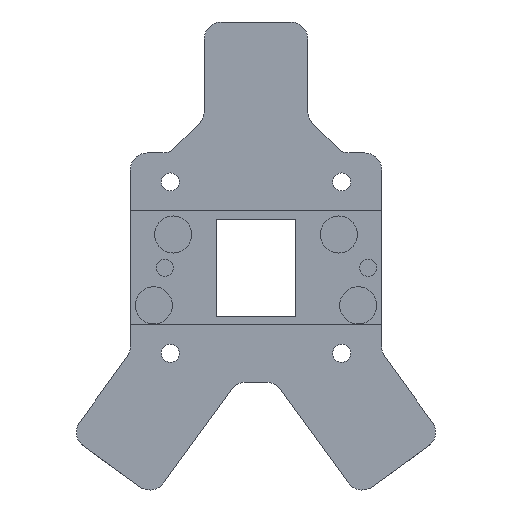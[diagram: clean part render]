
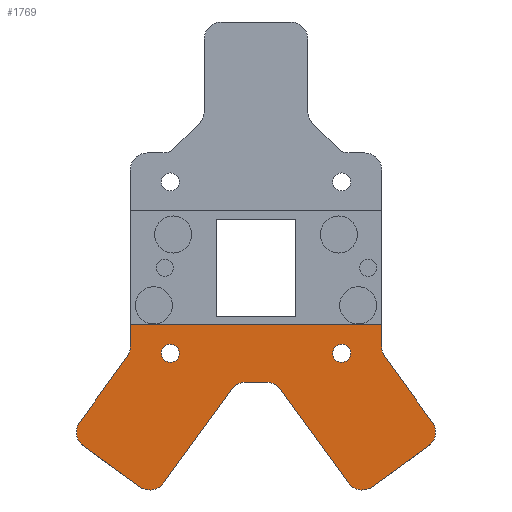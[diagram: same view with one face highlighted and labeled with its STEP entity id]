
A CAD part, front view. The second image highlights one B-rep face of the part: STEP entity #1769.
In plain terms, the highlighted planar face has unit normal (0, -1, 0).
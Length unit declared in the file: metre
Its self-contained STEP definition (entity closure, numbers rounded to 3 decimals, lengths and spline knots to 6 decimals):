
#73=CIRCLE('',#1891,0.001575);
#75=CIRCLE('',#1894,0.001575);
#110=CIRCLE('',#1939,0.003);
#111=CIRCLE('',#1940,0.003);
#112=CIRCLE('',#1941,0.003);
#113=CIRCLE('',#1942,0.003);
#114=CIRCLE('',#1943,0.003);
#115=CIRCLE('',#1944,0.003);
#116=CIRCLE('',#1945,0.003);
#117=CIRCLE('',#1946,0.003);
#378=ORIENTED_EDGE('',*,*,#797,.F.);
#379=ORIENTED_EDGE('',*,*,#798,.T.);
#380=ORIENTED_EDGE('',*,*,#799,.T.);
#381=ORIENTED_EDGE('',*,*,#800,.T.);
#382=ORIENTED_EDGE('',*,*,#713,.F.);
#383=ORIENTED_EDGE('',*,*,#801,.T.);
#384=ORIENTED_EDGE('',*,*,#707,.T.);
#385=ORIENTED_EDGE('',*,*,#802,.T.);
#386=ORIENTED_EDGE('',*,*,#803,.F.);
#387=ORIENTED_EDGE('',*,*,#804,.T.);
#388=ORIENTED_EDGE('',*,*,#805,.F.);
#389=ORIENTED_EDGE('',*,*,#806,.T.);
#390=ORIENTED_EDGE('',*,*,#807,.T.);
#391=ORIENTED_EDGE('',*,*,#808,.T.);
#392=ORIENTED_EDGE('',*,*,#703,.F.);
#393=ORIENTED_EDGE('',*,*,#809,.T.);
#394=ORIENTED_EDGE('',*,*,#810,.F.);
#395=ORIENTED_EDGE('',*,*,#811,.T.);
#396=ORIENTED_EDGE('',*,*,#727,.F.);
#397=ORIENTED_EDGE('',*,*,#725,.F.);
#703=EDGE_CURVE('',#933,#934,#1103,.T.);
#707=EDGE_CURVE('',#938,#937,#1107,.T.);
#713=EDGE_CURVE('',#943,#944,#1113,.T.);
#725=EDGE_CURVE('',#955,#955,#73,.F.);
#727=EDGE_CURVE('',#957,#957,#75,.F.);
#797=EDGE_CURVE('',#1012,#1013,#1160,.T.);
#798=EDGE_CURVE('',#1012,#1014,#110,.F.);
#799=EDGE_CURVE('',#1014,#1015,#1161,.T.);
#800=EDGE_CURVE('',#1015,#944,#111,.T.);
#801=EDGE_CURVE('',#943,#938,#1162,.T.);
#802=EDGE_CURVE('',#937,#1016,#112,.T.);
#803=EDGE_CURVE('',#1017,#1016,#1163,.T.);
#804=EDGE_CURVE('',#1017,#1018,#113,.F.);
#805=EDGE_CURVE('',#1019,#1018,#1164,.T.);
#806=EDGE_CURVE('',#1019,#1020,#114,.F.);
#807=EDGE_CURVE('',#1020,#1021,#1165,.T.);
#808=EDGE_CURVE('',#1021,#934,#115,.T.);
#809=EDGE_CURVE('',#933,#1022,#116,.T.);
#810=EDGE_CURVE('',#1023,#1022,#1166,.T.);
#811=EDGE_CURVE('',#1023,#1013,#117,.F.);
#933=VERTEX_POINT('',#2727);
#934=VERTEX_POINT('',#2729);
#937=VERTEX_POINT('',#2736);
#938=VERTEX_POINT('',#2738);
#943=VERTEX_POINT('',#2750);
#944=VERTEX_POINT('',#2751);
#955=VERTEX_POINT('',#2776);
#957=VERTEX_POINT('',#2781);
#1012=VERTEX_POINT('',#2916);
#1013=VERTEX_POINT('',#2917);
#1014=VERTEX_POINT('',#2919);
#1015=VERTEX_POINT('',#2921);
#1016=VERTEX_POINT('',#2925);
#1017=VERTEX_POINT('',#2927);
#1018=VERTEX_POINT('',#2929);
#1019=VERTEX_POINT('',#2931);
#1020=VERTEX_POINT('',#2933);
#1021=VERTEX_POINT('',#2935);
#1022=VERTEX_POINT('',#2938);
#1023=VERTEX_POINT('',#2940);
#1103=LINE('',#2728,#1257);
#1107=LINE('',#2737,#1261);
#1113=LINE('',#2749,#1267);
#1160=LINE('',#2915,#1314);
#1161=LINE('',#2920,#1315);
#1162=LINE('',#2923,#1316);
#1163=LINE('',#2926,#1317);
#1164=LINE('',#2930,#1318);
#1165=LINE('',#2934,#1319);
#1166=LINE('',#2939,#1320);
#1257=VECTOR('',#2166,1.);
#1261=VECTOR('',#2172,1.);
#1267=VECTOR('',#2180,1.);
#1314=VECTOR('',#2327,1.);
#1315=VECTOR('',#2330,1.);
#1316=VECTOR('',#2333,1.);
#1317=VECTOR('',#2336,1.);
#1318=VECTOR('',#2339,1.);
#1319=VECTOR('',#2342,1.);
#1320=VECTOR('',#2347,1.);
#1424=EDGE_LOOP('',(#378,#379,#380,#381,#382,#383,#384,#385,#386,#387,#388,
#389,#390,#391,#392,#393,#394,#395));
#1425=EDGE_LOOP('',(#396));
#1426=EDGE_LOOP('',(#397));
#1576=FACE_BOUND('',#1424,.T.);
#1577=FACE_BOUND('',#1425,.T.);
#1578=FACE_BOUND('',#1426,.T.);
#1697=PLANE('',#1938);
#1769=ADVANCED_FACE('',(#1576,#1577,#1578),#1697,.F.);
#1891=AXIS2_PLACEMENT_3D('',#2775,#2196,#2197);
#1894=AXIS2_PLACEMENT_3D('',#2780,#2202,#2203);
#1938=AXIS2_PLACEMENT_3D('',#2914,#2325,#2326);
#1939=AXIS2_PLACEMENT_3D('',#2918,#2328,#2329);
#1940=AXIS2_PLACEMENT_3D('',#2922,#2331,#2332);
#1941=AXIS2_PLACEMENT_3D('',#2924,#2334,#2335);
#1942=AXIS2_PLACEMENT_3D('',#2928,#2337,#2338);
#1943=AXIS2_PLACEMENT_3D('',#2932,#2340,#2341);
#1944=AXIS2_PLACEMENT_3D('',#2936,#2343,#2344);
#1945=AXIS2_PLACEMENT_3D('',#2937,#2345,#2346);
#1946=AXIS2_PLACEMENT_3D('',#2941,#2348,#2349);
#2166=DIRECTION('',(-1.,0.,0.));
#2172=DIRECTION('',(0.,0.,-1.));
#2180=DIRECTION('',(0.,0.,-1.));
#2196=DIRECTION('',(0.,1.,0.));
#2197=DIRECTION('',(-1.,0.,0.));
#2202=DIRECTION('',(0.,1.,0.));
#2203=DIRECTION('',(-1.,0.,0.));
#2325=DIRECTION('',(0.,1.,0.));
#2326=DIRECTION('',(-1.,0.,0.));
#2327=DIRECTION('',(-0.809,0.,-0.588));
#2328=DIRECTION('',(0.,1.,0.));
#2329=DIRECTION('',(-1.,0.,0.));
#2330=DIRECTION('',(-0.588,0.,0.809));
#2331=DIRECTION('',(0.,1.,0.));
#2332=DIRECTION('',(-1.,0.,0.));
#2333=DIRECTION('',(-1.,0.,0.));
#2334=DIRECTION('',(0.,1.,0.));
#2335=DIRECTION('',(-1.,0.,0.));
#2336=DIRECTION('',(0.588,0.,0.809));
#2337=DIRECTION('',(0.,1.,0.));
#2338=DIRECTION('',(-1.,0.,0.));
#2339=DIRECTION('',(-0.809,0.,0.588));
#2340=DIRECTION('',(0.,1.,0.));
#2341=DIRECTION('',(-1.,0.,0.));
#2342=DIRECTION('',(0.588,0.,0.809));
#2343=DIRECTION('',(0.,1.,0.));
#2344=DIRECTION('',(-1.,0.,0.));
#2345=DIRECTION('',(0.,1.,0.));
#2346=DIRECTION('',(-1.,0.,0.));
#2347=DIRECTION('',(-0.588,0.,0.809));
#2348=DIRECTION('',(0.,1.,0.));
#2349=DIRECTION('',(-1.,0.,0.));
#2727=CARTESIAN_POINT('',(0.001839,0.0249,-0.035394));
#2728=CARTESIAN_POINT('',(0.,0.0249,-0.035394));
#2729=CARTESIAN_POINT('',(-0.001839,0.0249,-0.035394));
#2736=CARTESIAN_POINT('',(-0.022,0.0249,-0.029185));
#2737=CARTESIAN_POINT('',(-0.022,0.0249,-0.015319));
#2738=CARTESIAN_POINT('',(-0.022,0.0249,-0.025319));
#2749=CARTESIAN_POINT('',(0.022,0.0249,-0.015319));
#2750=CARTESIAN_POINT('',(0.022,0.0249,-0.025319));
#2751=CARTESIAN_POINT('',(0.022,0.0249,-0.029185));
#2775=CARTESIAN_POINT('',(0.015,0.0249,-0.030319));
#2776=CARTESIAN_POINT('',(0.013425,0.0249,-0.030319));
#2780=CARTESIAN_POINT('',(-0.015,0.0249,-0.030319));
#2781=CARTESIAN_POINT('',(-0.016575,0.0249,-0.030319));
#2914=CARTESIAN_POINT('',(0.,0.0249,-0.015319));
#2915=CARTESIAN_POINT('',(0.025275,0.0249,-0.050107));
#2916=CARTESIAN_POINT('',(0.03019,0.0249,-0.046536));
#2917=CARTESIAN_POINT('',(0.02036,0.0249,-0.053677));
#2918=CARTESIAN_POINT('',(0.028426,0.0249,-0.044109));
#2919=CARTESIAN_POINT('',(0.030853,0.0249,-0.042345));
#2920=CARTESIAN_POINT('',(0.027914,0.0249,-0.0383));
#2921=CARTESIAN_POINT('',(0.022573,0.0249,-0.030949));
#2922=CARTESIAN_POINT('',(0.025,0.0249,-0.029185));
#2923=CARTESIAN_POINT('',(0.,0.0249,-0.025319));
#2924=CARTESIAN_POINT('',(-0.025,0.0249,-0.029185));
#2925=CARTESIAN_POINT('',(-0.022573,0.0249,-0.030949));
#2926=CARTESIAN_POINT('',(-0.027914,0.0249,-0.0383));
#2927=CARTESIAN_POINT('',(-0.030853,0.0249,-0.042345));
#2928=CARTESIAN_POINT('',(-0.028426,0.0249,-0.044109));
#2929=CARTESIAN_POINT('',(-0.03019,0.0249,-0.046536));
#2930=CARTESIAN_POINT('',(-0.025275,0.0249,-0.050107));
#2931=CARTESIAN_POINT('',(-0.02036,0.0249,-0.053677));
#2932=CARTESIAN_POINT('',(-0.018597,0.0249,-0.05125));
#2933=CARTESIAN_POINT('',(-0.01617,0.0249,-0.053014));
#2934=CARTESIAN_POINT('',(-0.013231,0.0249,-0.048969));
#2935=CARTESIAN_POINT('',(-0.004266,0.0249,-0.036631));
#2936=CARTESIAN_POINT('',(-0.001839,0.0249,-0.038394));
#2937=CARTESIAN_POINT('',(0.001839,0.0249,-0.038394));
#2938=CARTESIAN_POINT('',(0.004266,0.0249,-0.036631));
#2939=CARTESIAN_POINT('',(0.013231,0.0249,-0.048969));
#2940=CARTESIAN_POINT('',(0.01617,0.0249,-0.053014));
#2941=CARTESIAN_POINT('',(0.018597,0.0249,-0.05125));
